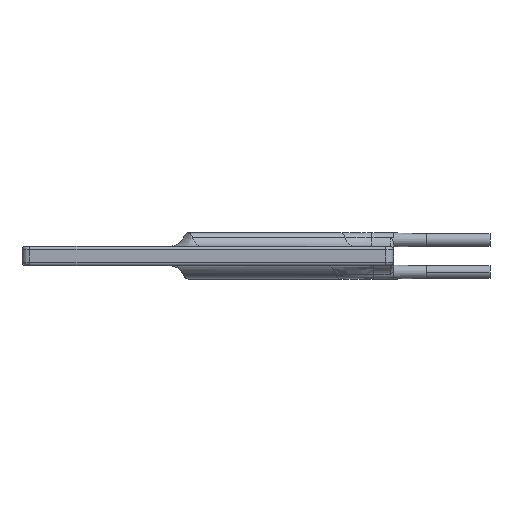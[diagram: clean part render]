
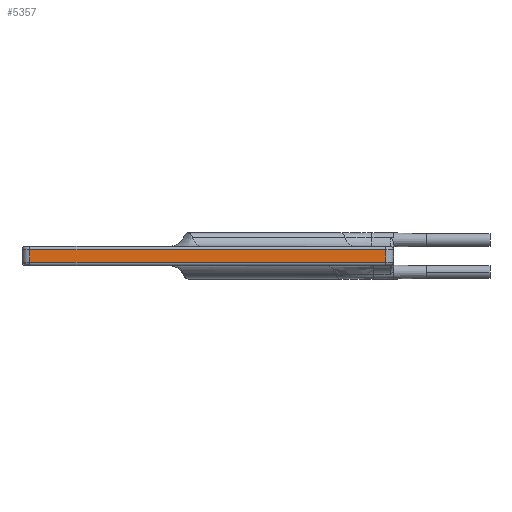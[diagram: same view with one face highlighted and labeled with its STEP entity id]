
A CAD part, left-side view. The second image highlights one B-rep face of the part: STEP entity #5357.
In plain terms, the highlighted planar face has unit normal (-1, 0, 0).
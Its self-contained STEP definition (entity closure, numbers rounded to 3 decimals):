
#7 = VERTEX_POINT ( 'NONE', #4056 ) ;
#43 = VERTEX_POINT ( 'NONE', #822 ) ;
#102 = EDGE_CURVE ( 'NONE', #1506, #307, #3927, .T. ) ;
#307 = VERTEX_POINT ( 'NONE', #876 ) ;
#818 = CARTESIAN_POINT ( 'NONE',  ( -10.5, 5.873, -0.409 ) ) ;
#822 = CARTESIAN_POINT ( 'NONE',  ( -10.5, -11.245, -0.409 ) ) ;
#876 = CARTESIAN_POINT ( 'NONE',  ( -10.5, 11.245, 0.409 ) ) ;
#1023 = EDGE_CURVE ( 'NONE', #7, #307, #4168, .T. ) ;
#1273 = VECTOR ( 'NONE', #3339, 1000. ) ;
#1464 = VECTOR ( 'NONE', #3430, 1000. ) ;
#1506 = VERTEX_POINT ( 'NONE', #5581 ) ;
#1533 = ORIENTED_EDGE ( 'NONE', *, *, #3728, .T. ) ;
#1681 = CARTESIAN_POINT ( 'NONE',  ( -10.5, 11.745, 0.409 ) ) ;
#1801 = ORIENTED_EDGE ( 'NONE', *, *, #3096, .F. ) ;
#2029 = CARTESIAN_POINT ( 'NONE',  ( -10.5, -11.245, 0. ) ) ;
#2413 = ORIENTED_EDGE ( 'NONE', *, *, #1023, .F. ) ;
#2924 = LINE ( 'NONE', #818, #5033 ) ;
#2939 = DIRECTION ( 'NONE',  ( 0., -1., 0. ) ) ;
#2987 = PLANE ( 'NONE',  #5012 ) ;
#3096 = EDGE_CURVE ( 'NONE', #43, #7, #2924, .T. ) ;
#3209 = EDGE_LOOP ( 'NONE', ( #3998, #2413, #1801, #1533 ) ) ;
#3278 = LINE ( 'NONE', #2029, #3849 ) ;
#3339 = DIRECTION ( 'NONE',  ( 0., 0., 1. ) ) ;
#3363 = CARTESIAN_POINT ( 'NONE',  ( -10.5, 11.745, 0. ) ) ;
#3430 = DIRECTION ( 'NONE',  ( 0., 1., 0. ) ) ;
#3728 = EDGE_CURVE ( 'NONE', #43, #1506, #3278, .T. ) ;
#3747 = CARTESIAN_POINT ( 'NONE',  ( -10.5, 11.245, 0. ) ) ;
#3849 = VECTOR ( 'NONE', #4665, 1000. ) ;
#3868 = DIRECTION ( 'NONE',  ( 0., 1., 0. ) ) ;
#3927 = LINE ( 'NONE', #1681, #1464 ) ;
#3998 = ORIENTED_EDGE ( 'NONE', *, *, #102, .T. ) ;
#4056 = CARTESIAN_POINT ( 'NONE',  ( -10.5, 11.245, -0.409 ) ) ;
#4168 = LINE ( 'NONE', #3747, #1273 ) ;
#4665 = DIRECTION ( 'NONE',  ( 0., 0., 1. ) ) ;
#5012 = AXIS2_PLACEMENT_3D ( 'NONE', #3363, #5059, #2939 ) ;
#5033 = VECTOR ( 'NONE', #3868, 1000. ) ;
#5059 = DIRECTION ( 'NONE',  ( -1., 0., 0. ) ) ;
#5105 = FACE_OUTER_BOUND ( 'NONE', #3209, .T. ) ;
#5357 = ADVANCED_FACE ( 'NONE', ( #5105 ), #2987, .T. ) ;
#5581 = CARTESIAN_POINT ( 'NONE',  ( -10.5, -11.245, 0.409 ) ) ;
